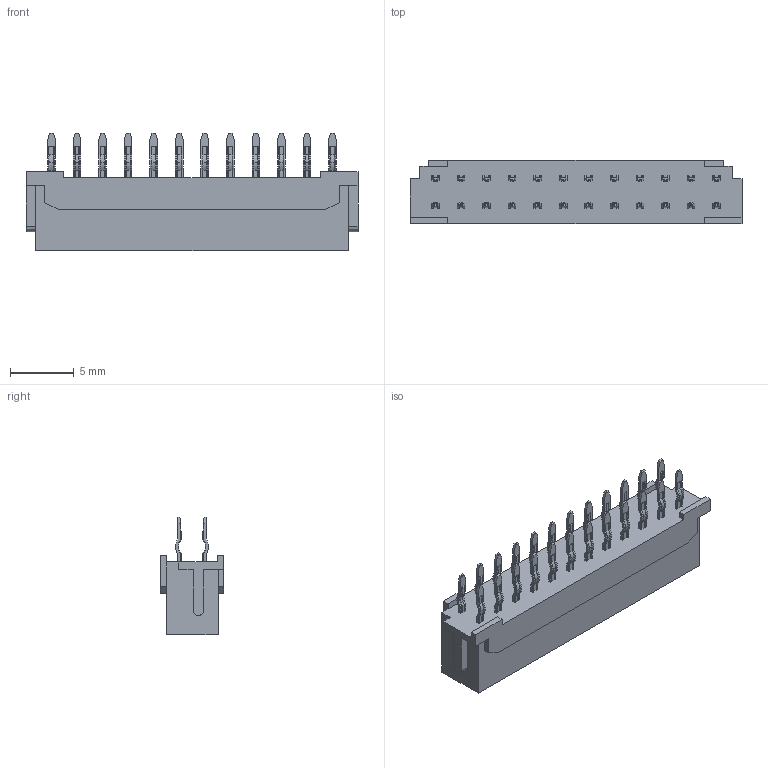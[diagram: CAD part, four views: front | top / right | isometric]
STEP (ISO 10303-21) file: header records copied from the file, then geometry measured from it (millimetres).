
FILE_DESCRIPTION(('OneSpaceDesigner STEP Export'),'2;1');
FILE_NAME('DF11-24DS-2DSA.stp','2007-03-22T14:19:02',(''),(''),'OneSpace Designer STEP processor (Jan. 2003) for AP214(CD)(Solid Model)','OneSpace Designer 12.00 10-Sep-2003 (C) CoCreate Software GmbH','');
FILE_SCHEMA(('AUTOMOTIVE_DESIGN_CC2 {1 2 10303 214 -1 1 5 1}'));
Length unit declared in the file: millimetre
Products named in the file (2): 24DS
Assembly tree (1 placements, depth 2):
  24DS
    24DS
Bounding box: 26 x 5 x 9.2 mm (x, y, z)
Volume: 634.1 mm3; surface area: 774.1 mm2
Topology: 1 solids, 1 shells, 1270 faces, 3274 edges, 2054 vertices
Faces by surface type: plane 546, cylinder 528, torus 192, bspline 4
Entity records: 46300 total; most frequent: CARTESIAN_POINT 17931, ORIENTED_EDGE 6548, DIRECTION 4726, EDGE_CURVE 3274, VERTEX_POINT 2054, VECTOR 1924, LINE 1924, AXIS2_PLACEMENT_3D 1401
